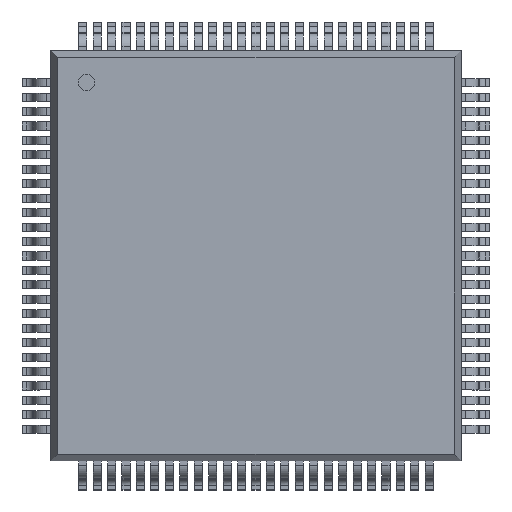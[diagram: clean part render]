
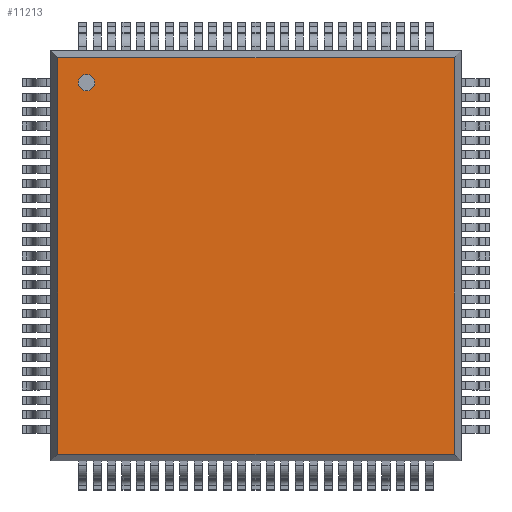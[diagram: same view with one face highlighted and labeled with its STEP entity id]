
A CAD part, top view. The second image highlights one B-rep face of the part: STEP entity #11213.
In plain terms, the highlighted planar face has unit normal (0, 0, 1).
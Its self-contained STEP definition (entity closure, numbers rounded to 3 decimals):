
#623 = DIRECTION ( 'NONE',  ( -1., 0., 0. ) ) ;
#1254 = VERTEX_POINT ( 'NONE', #20854 ) ;
#1274 = DIRECTION ( 'NONE',  ( 0., 0., 1. ) ) ;
#1650 = DIRECTION ( 'NONE',  ( 1., 0., 0. ) ) ;
#3544 = VERTEX_POINT ( 'NONE', #28600 ) ;
#5182 = CARTESIAN_POINT ( 'NONE',  ( -6.871, -6.871, 1.6 ) ) ;
#5455 = CARTESIAN_POINT ( 'NONE',  ( -6.871, -6.871, 1.6 ) ) ;
#7411 = EDGE_LOOP ( 'NONE', ( #27219, #20409, #30265, #28771 ) ) ;
#11213 = ADVANCED_FACE ( 'NONE', ( #35918 ), #22315, .T. ) ;
#11388 = CARTESIAN_POINT ( 'NONE',  ( -6.871, -6.871, 1.6 ) ) ;
#14520 = CARTESIAN_POINT ( 'NONE',  ( 6.871, -6.871, 1.6 ) ) ;
#14794 = VECTOR ( 'NONE', #1650, 1000. ) ;
#15321 = CARTESIAN_POINT ( 'NONE',  ( -6.871, -6.871, 1.6 ) ) ;
#17058 = LINE ( 'NONE', #5455, #34636 ) ;
#18027 = DIRECTION ( 'NONE',  ( 0., 1., 0. ) ) ;
#19650 = EDGE_CURVE ( 'NONE', #31965, #26862, #22993, .T. ) ;
#20409 = ORIENTED_EDGE ( 'NONE', *, *, #33235, .T. ) ;
#20583 = EDGE_CURVE ( 'NONE', #26862, #1254, #42764, .T. ) ;
#20854 = CARTESIAN_POINT ( 'NONE',  ( 6.871, 6.871, 1.6 ) ) ;
#22315 = PLANE ( 'NONE',  #32763 ) ;
#22993 = LINE ( 'NONE', #5182, #14794 ) ;
#25851 = DIRECTION ( 'NONE',  ( 1., 0., 0. ) ) ;
#26567 = VECTOR ( 'NONE', #623, 1000. ) ;
#26862 = VERTEX_POINT ( 'NONE', #45448 ) ;
#27219 = ORIENTED_EDGE ( 'NONE', *, *, #41959, .T. ) ;
#28600 = CARTESIAN_POINT ( 'NONE',  ( -6.871, 6.871, 1.6 ) ) ;
#28712 = CARTESIAN_POINT ( 'NONE',  ( -6.871, 6.871, 1.6 ) ) ;
#28771 = ORIENTED_EDGE ( 'NONE', *, *, #20583, .T. ) ;
#30265 = ORIENTED_EDGE ( 'NONE', *, *, #19650, .T. ) ;
#31965 = VERTEX_POINT ( 'NONE', #11388 ) ;
#32763 = AXIS2_PLACEMENT_3D ( 'NONE', #15321, #1274, #25851 ) ;
#33235 = EDGE_CURVE ( 'NONE', #3544, #31965, #17058, .T. ) ;
#34636 = VECTOR ( 'NONE', #37017, 1000. ) ;
#34857 = LINE ( 'NONE', #28712, #26567 ) ;
#35918 = FACE_OUTER_BOUND ( 'NONE', #7411, .T. ) ;
#37017 = DIRECTION ( 'NONE',  ( 0., -1., 0. ) ) ;
#38368 = VECTOR ( 'NONE', #18027, 1000. ) ;
#41959 = EDGE_CURVE ( 'NONE', #1254, #3544, #34857, .T. ) ;
#42764 = LINE ( 'NONE', #14520, #38368 ) ;
#45448 = CARTESIAN_POINT ( 'NONE',  ( 6.871, -6.871, 1.6 ) ) ;
